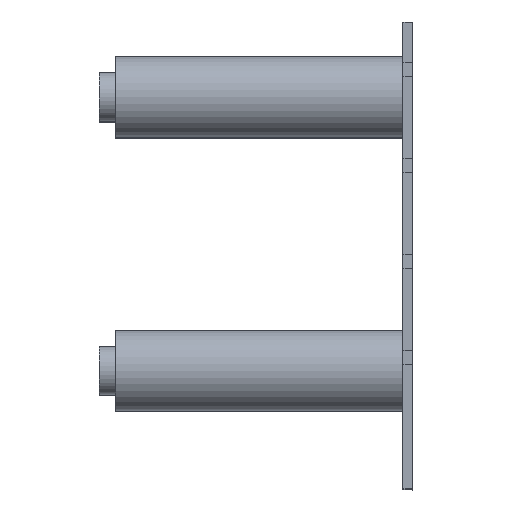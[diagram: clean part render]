
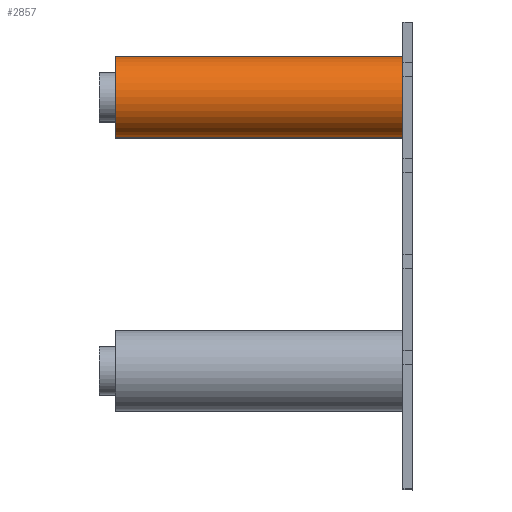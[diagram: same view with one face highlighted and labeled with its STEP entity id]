
A CAD part, top view. The second image highlights one B-rep face of the part: STEP entity #2857.
In plain terms, the highlighted cylindrical face has radius 12.5 mm (diameter 25 mm), a full revolution.
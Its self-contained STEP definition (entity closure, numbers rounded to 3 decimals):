
#177=FACE_OUTER_BOUND('',#331,.T.);
#331=EDGE_LOOP('',(#2025,#2026,#2027,#2028));
#477=LINE('',#3944,#881);
#881=VECTOR('',#3219,12.5);
#1289=CIRCLE('',#3013,12.5);
#1293=CIRCLE('',#3022,12.5);
#1305=VERTEX_POINT('',#3929);
#1309=VERTEX_POINT('',#3943);
#1588=EDGE_CURVE('',#1305,#1305,#1289,.T.);
#1593=EDGE_CURVE('',#1305,#1309,#477,.T.);
#1594=EDGE_CURVE('',#1309,#1309,#1293,.T.);
#2025=ORIENTED_EDGE('',*,*,#1588,.T.);
#2026=ORIENTED_EDGE('',*,*,#1593,.T.);
#2027=ORIENTED_EDGE('',*,*,#1594,.F.);
#2028=ORIENTED_EDGE('',*,*,#1593,.F.);
#2841=CYLINDRICAL_SURFACE('',#3021,12.5);
#2857=ADVANCED_FACE('',(#177),#2841,.T.);
#3013=AXIS2_PLACEMENT_3D('',#3930,#3200,#3201);
#3021=AXIS2_PLACEMENT_3D('',#3942,#3217,#3218);
#3022=AXIS2_PLACEMENT_3D('',#3945,#3220,#3221);
#3200=DIRECTION('center_axis',(1.,0.,0.));
#3201=DIRECTION('ref_axis',(0.,0.,-1.));
#3217=DIRECTION('center_axis',(-1.,0.,0.));
#3218=DIRECTION('ref_axis',(0.,0.,-1.));
#3219=DIRECTION('',(1.,0.,0.));
#3220=DIRECTION('center_axis',(1.,0.,0.));
#3221=DIRECTION('ref_axis',(0.,0.,-1.));
#3929=CARTESIAN_POINT('',(-11.5,121.377,19.543));
#3930=CARTESIAN_POINT('Origin',(-11.5,121.377,7.043));
#3942=CARTESIAN_POINT('Origin',(77.5,121.377,7.043));
#3943=CARTESIAN_POINT('',(77.5,121.377,19.543));
#3944=CARTESIAN_POINT('',(77.5,121.377,19.543));
#3945=CARTESIAN_POINT('Origin',(77.5,121.377,7.043));
